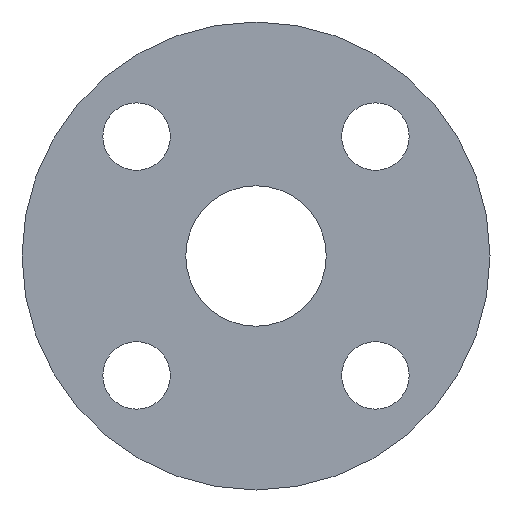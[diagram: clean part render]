
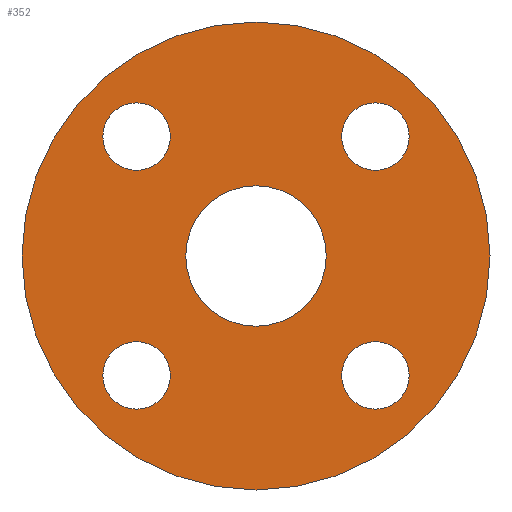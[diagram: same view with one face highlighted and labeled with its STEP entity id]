
A CAD part, left-side view. The second image highlights one B-rep face of the part: STEP entity #352.
In plain terms, the highlighted planar face has unit normal (-1, 0, 0).
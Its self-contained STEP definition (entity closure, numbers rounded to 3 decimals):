
#7 = AXIS2_PLACEMENT_3D ( 'NONE', #416, #219, #53 ) ;
#8 = VERTEX_POINT ( 'NONE', #309 ) ;
#19 = EDGE_CURVE ( 'NONE', #247, #172, #358, .T. ) ;
#21 = DIRECTION ( 'NONE',  ( 1., 0., 0. ) ) ;
#24 = CARTESIAN_POINT ( 'NONE',  ( -1.5, 0., 0. ) ) ;
#33 = PLANE ( 'NONE',  #7 ) ;
#34 = ORIENTED_EDGE ( 'NONE', *, *, #264, .F. ) ;
#35 = DIRECTION ( 'NONE',  ( 1., 0., 0. ) ) ;
#40 = CIRCLE ( 'NONE', #163, 7.938 ) ;
#44 = CARTESIAN_POINT ( 'NONE',  ( -1.5, 28.072, 20.135 ) ) ;
#48 = DIRECTION ( 'NONE',  ( 0., 0., -1. ) ) ;
#51 = EDGE_LOOP ( 'NONE', ( #95, #377 ) ) ;
#53 = DIRECTION ( 'NONE',  ( 0., 0., -1. ) ) ;
#63 = CIRCLE ( 'NONE', #258, 55. ) ;
#67 = EDGE_CURVE ( 'NONE', #383, #428, #72, .T. ) ;
#70 = CIRCLE ( 'NONE', #300, 16.5 ) ;
#72 = CIRCLE ( 'NONE', #474, 7.937 ) ;
#75 = DIRECTION ( 'NONE',  ( 0., 0., -1. ) ) ;
#78 = FACE_BOUND ( 'NONE', #161, .T. ) ;
#81 = DIRECTION ( 'NONE',  ( 0., 0., -1. ) ) ;
#84 = EDGE_CURVE ( 'NONE', #172, #247, #70, .T. ) ;
#95 = ORIENTED_EDGE ( 'NONE', *, *, #257, .T. ) ;
#98 = ORIENTED_EDGE ( 'NONE', *, *, #452, .T. ) ;
#101 = CARTESIAN_POINT ( 'NONE',  ( -1.5, -28.072, 36.01 ) ) ;
#113 = ORIENTED_EDGE ( 'NONE', *, *, #19, .T. ) ;
#123 = FACE_BOUND ( 'NONE', #505, .T. ) ;
#129 = CARTESIAN_POINT ( 'NONE',  ( -1.5, 0., 16.5 ) ) ;
#130 = ORIENTED_EDGE ( 'NONE', *, *, #67, .T. ) ;
#131 = CARTESIAN_POINT ( 'NONE',  ( -1.5, -28.072, 28.072 ) ) ;
#132 = ORIENTED_EDGE ( 'NONE', *, *, #84, .T. ) ;
#136 = AXIS2_PLACEMENT_3D ( 'NONE', #296, #413, #374 ) ;
#143 = CARTESIAN_POINT ( 'NONE',  ( -1.5, -28.072, 20.135 ) ) ;
#144 = VERTEX_POINT ( 'NONE', #239 ) ;
#146 = DIRECTION ( 'NONE',  ( 0., 0., -1. ) ) ;
#155 = CIRCLE ( 'NONE', #534, 7.938 ) ;
#161 = EDGE_LOOP ( 'NONE', ( #327, #130 ) ) ;
#163 = AXIS2_PLACEMENT_3D ( 'NONE', #177, #230, #146 ) ;
#164 = AXIS2_PLACEMENT_3D ( 'NONE', #395, #390, #48 ) ;
#165 = DIRECTION ( 'NONE',  ( 1., 0., 0. ) ) ;
#171 = AXIS2_PLACEMENT_3D ( 'NONE', #364, #21, #409 ) ;
#172 = VERTEX_POINT ( 'NONE', #316 ) ;
#177 = CARTESIAN_POINT ( 'NONE',  ( -1.5, -28.072, -28.072 ) ) ;
#178 = EDGE_CURVE ( 'NONE', #462, #8, #155, .T. ) ;
#187 = EDGE_CURVE ( 'NONE', #425, #460, #315, .T. ) ;
#204 = EDGE_CURVE ( 'NONE', #317, #144, #63, .T. ) ;
#212 = ORIENTED_EDGE ( 'NONE', *, *, #178, .T. ) ;
#219 = DIRECTION ( 'NONE',  ( 1., 0., 0. ) ) ;
#230 = DIRECTION ( 'NONE',  ( 1., 0., 0. ) ) ;
#237 = DIRECTION ( 'NONE',  ( 0., 0., -1. ) ) ;
#239 = CARTESIAN_POINT ( 'NONE',  ( -1.5, 0., 55. ) ) ;
#246 = DIRECTION ( 'NONE',  ( 0., 0., -1. ) ) ;
#247 = VERTEX_POINT ( 'NONE', #129 ) ;
#248 = FACE_OUTER_BOUND ( 'NONE', #471, .T. ) ;
#252 = DIRECTION ( 'NONE',  ( 1., 0., 0. ) ) ;
#257 = EDGE_CURVE ( 'NONE', #460, #425, #372, .T. ) ;
#258 = AXIS2_PLACEMENT_3D ( 'NONE', #502, #459, #75 ) ;
#260 = CARTESIAN_POINT ( 'NONE',  ( -1.5, 28.072, 36.01 ) ) ;
#264 = EDGE_CURVE ( 'NONE', #144, #317, #469, .T. ) ;
#280 = CARTESIAN_POINT ( 'NONE',  ( -1.5, -28.072, -28.072 ) ) ;
#286 = FACE_BOUND ( 'NONE', #518, .T. ) ;
#295 = ORIENTED_EDGE ( 'NONE', *, *, #318, .T. ) ;
#296 = CARTESIAN_POINT ( 'NONE',  ( -1.5, -28.072, 28.072 ) ) ;
#300 = AXIS2_PLACEMENT_3D ( 'NONE', #24, #491, #488 ) ;
#303 = DIRECTION ( 'NONE',  ( 1., 0., 0. ) ) ;
#309 = CARTESIAN_POINT ( 'NONE',  ( -1.5, -28.072, -20.135 ) ) ;
#310 = VERTEX_POINT ( 'NONE', #544 ) ;
#315 = CIRCLE ( 'NONE', #536, 7.938 ) ;
#316 = CARTESIAN_POINT ( 'NONE',  ( -1.5, 0., -16.5 ) ) ;
#317 = VERTEX_POINT ( 'NONE', #540 ) ;
#318 = EDGE_CURVE ( 'NONE', #310, #541, #397, .T. ) ;
#322 = DIRECTION ( 'NONE',  ( 1., 0., 0. ) ) ;
#327 = ORIENTED_EDGE ( 'NONE', *, *, #429, .T. ) ;
#334 = CARTESIAN_POINT ( 'NONE',  ( -1.5, 28.072, -28.072 ) ) ;
#351 = CIRCLE ( 'NONE', #361, 7.937 ) ;
#352 = ADVANCED_FACE ( 'NONE', ( #495, #123, #286, #453, #78, #248 ), #33, .F. ) ;
#358 = CIRCLE ( 'NONE', #171, 16.5 ) ;
#361 = AXIS2_PLACEMENT_3D ( 'NONE', #434, #303, #384 ) ;
#364 = CARTESIAN_POINT ( 'NONE',  ( -1.5, 0., 0. ) ) ;
#371 = ORIENTED_EDGE ( 'NONE', *, *, #483, .T. ) ;
#372 = CIRCLE ( 'NONE', #136, 7.938 ) ;
#374 = DIRECTION ( 'NONE',  ( 0., 0., -1. ) ) ;
#375 = ORIENTED_EDGE ( 'NONE', *, *, #204, .F. ) ;
#377 = ORIENTED_EDGE ( 'NONE', *, *, #187, .T. ) ;
#378 = DIRECTION ( 'NONE',  ( 1., 0., 0. ) ) ;
#383 = VERTEX_POINT ( 'NONE', #260 ) ;
#384 = DIRECTION ( 'NONE',  ( 0., 0., -1. ) ) ;
#388 = CIRCLE ( 'NONE', #164, 7.938 ) ;
#390 = DIRECTION ( 'NONE',  ( 1., 0., 0. ) ) ;
#395 = CARTESIAN_POINT ( 'NONE',  ( -1.5, 28.072, -28.072 ) ) ;
#397 = CIRCLE ( 'NONE', #507, 7.938 ) ;
#399 = AXIS2_PLACEMENT_3D ( 'NONE', #423, #165, #246 ) ;
#404 = CARTESIAN_POINT ( 'NONE',  ( -1.5, 28.072, 28.072 ) ) ;
#409 = DIRECTION ( 'NONE',  ( 0., 0., -1. ) ) ;
#410 = EDGE_LOOP ( 'NONE', ( #132, #113 ) ) ;
#413 = DIRECTION ( 'NONE',  ( 1., 0., 0. ) ) ;
#416 = CARTESIAN_POINT ( 'NONE',  ( -1.5, 0., 0. ) ) ;
#418 = DIRECTION ( 'NONE',  ( 0., 0., -1. ) ) ;
#420 = DIRECTION ( 'NONE',  ( 0., 0., -1. ) ) ;
#423 = CARTESIAN_POINT ( 'NONE',  ( -1.5, 0., 0. ) ) ;
#425 = VERTEX_POINT ( 'NONE', #101 ) ;
#428 = VERTEX_POINT ( 'NONE', #44 ) ;
#429 = EDGE_CURVE ( 'NONE', #428, #383, #351, .T. ) ;
#434 = CARTESIAN_POINT ( 'NONE',  ( -1.5, 28.072, 28.072 ) ) ;
#452 = EDGE_CURVE ( 'NONE', #541, #310, #388, .T. ) ;
#453 = FACE_BOUND ( 'NONE', #410, .T. ) ;
#459 = DIRECTION ( 'NONE',  ( 1., 0., 0. ) ) ;
#460 = VERTEX_POINT ( 'NONE', #143 ) ;
#462 = VERTEX_POINT ( 'NONE', #470 ) ;
#469 = CIRCLE ( 'NONE', #399, 55. ) ;
#470 = CARTESIAN_POINT ( 'NONE',  ( -1.5, -28.072, -36.01 ) ) ;
#471 = EDGE_LOOP ( 'NONE', ( #375, #34 ) ) ;
#474 = AXIS2_PLACEMENT_3D ( 'NONE', #404, #322, #237 ) ;
#480 = CARTESIAN_POINT ( 'NONE',  ( -1.5, 28.072, -20.135 ) ) ;
#483 = EDGE_CURVE ( 'NONE', #8, #462, #40, .T. ) ;
#488 = DIRECTION ( 'NONE',  ( 0., 0., -1. ) ) ;
#491 = DIRECTION ( 'NONE',  ( 1., 0., 0. ) ) ;
#495 = FACE_BOUND ( 'NONE', #51, .T. ) ;
#502 = CARTESIAN_POINT ( 'NONE',  ( -1.5, 0., 0. ) ) ;
#505 = EDGE_LOOP ( 'NONE', ( #212, #371 ) ) ;
#507 = AXIS2_PLACEMENT_3D ( 'NONE', #334, #378, #418 ) ;
#518 = EDGE_LOOP ( 'NONE', ( #295, #98 ) ) ;
#534 = AXIS2_PLACEMENT_3D ( 'NONE', #280, #35, #81 ) ;
#536 = AXIS2_PLACEMENT_3D ( 'NONE', #131, #252, #420 ) ;
#540 = CARTESIAN_POINT ( 'NONE',  ( -1.5, 0., -55. ) ) ;
#541 = VERTEX_POINT ( 'NONE', #480 ) ;
#544 = CARTESIAN_POINT ( 'NONE',  ( -1.5, 28.072, -36.01 ) ) ;
